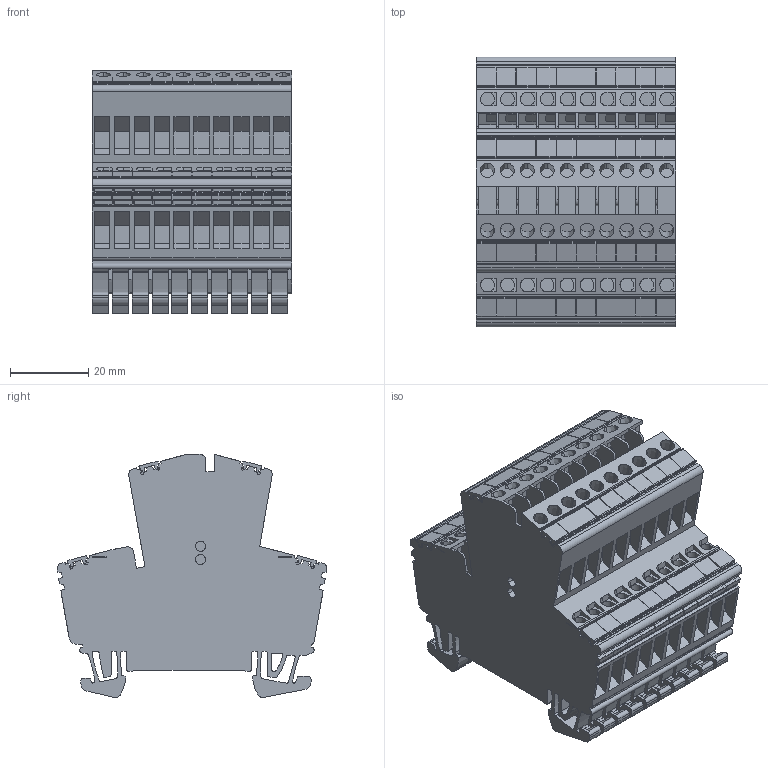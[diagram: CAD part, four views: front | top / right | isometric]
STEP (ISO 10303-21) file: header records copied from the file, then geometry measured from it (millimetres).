
FILE_DESCRIPTION(('CATIA V5 STEP Exchange','CAx-IF Rec.Pracs.--- Model Styling and Organization---1.5--- 2016-08-15','CAx-IF Rec.Pracs.---Supplemental Geometry---1.0---2011-11-01','CAx-IF Rec.Pracs.--- Composite Materials ---1.1---2010-07-15'),'2;1');
FILE_NAME ('D1446919_1', '2025-09-22T05:42:55+00:00', ('none'), ('Weidmueller'), 'CATIA Version 5-6 Release 2024 SP4', 'CATIA V5 STEP AP214 v3', 'none');
FILE_SCHEMA(('AUTOMOTIVE_DESIGN { 1 0 10303 214 1 1 1 1 }'));
Length unit declared in the file: millimetre
Products named in the file (1): 1025700000
Bounding box: 51.05 x 69.07 x 62.25 mm (x, y, z)
Volume: 119136.9 mm3; surface area: 48261.1 mm2
Topology: 35 solids, 89 shells, 4857 faces, 14601 edges, 9913 vertices
Faces by surface type: plane 3371, cylinder 1406, extrusion 80
Entity records: 148979 total; most frequent: CARTESIAN_POINT 30625, ORIENTED_EDGE 29202, DIRECTION 17403, EDGE_CURVE 14601, VECTOR 11620, LINE 11540, VERTEX_POINT 9913, EDGE_LOOP 4984
